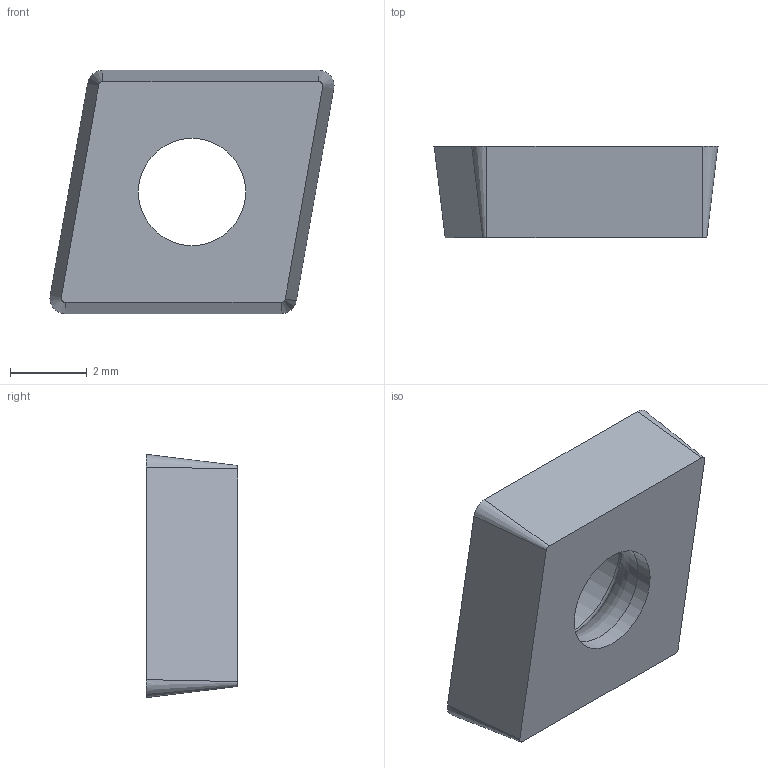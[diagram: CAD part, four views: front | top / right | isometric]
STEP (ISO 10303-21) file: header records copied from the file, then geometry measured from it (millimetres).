
FILE_DESCRIPTION (( 'STEP AP214' ), '1' );
FILE_NAME ('CCMT060204.STEP', '2020-07-15T11:17:15', ( '' ), ( '' ), 'SwSTEP 2.0', 'SolidWorks 2017', '' );
FILE_SCHEMA (( 'AUTOMOTIVE_DESIGN' ));
Length unit declared in the file: millimetre
Products named in the file (1): CCMT060204
Bounding box: 7.41 x 2.38 x 6.35 mm (x, y, z)
Volume: 65.7 mm3; surface area: 142.4 mm2
Topology: 1 solids, 1 shells, 42 faces, 101 edges, 59 vertices
Faces by surface type: plane 14, cone 12, bspline 12, cylinder 2, torus 2
Full cylindrical faces by diameter (mm): 2.8 x1, 3.85 x1
Entity records: 1406 total; most frequent: CARTESIAN_POINT 533, ORIENTED_EDGE 190, DIRECTION 142, EDGE_CURVE 95, VERTEX_POINT 59, AXIS2_PLACEMENT_3D 52, EDGE_LOOP 48, FACE_OUTER_BOUND 46
